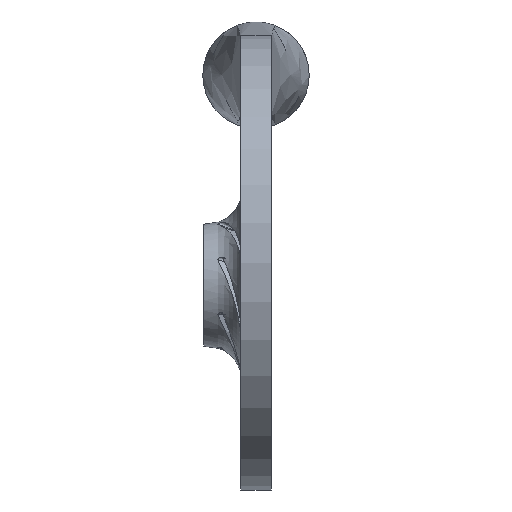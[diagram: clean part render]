
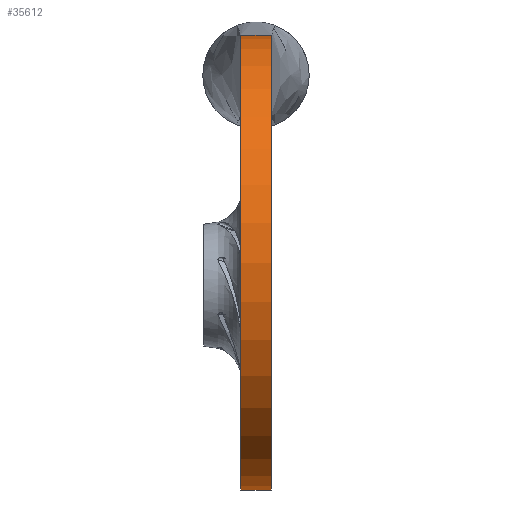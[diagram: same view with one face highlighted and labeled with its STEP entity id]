
A CAD part, front view. The second image highlights one B-rep face of the part: STEP entity #35612.
In plain terms, the highlighted cylindrical face has radius 213.755 mm (diameter 427.51 mm), a partial arc.
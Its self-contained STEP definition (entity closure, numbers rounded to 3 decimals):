
#35038 = CYLINDRICAL_SURFACE('',#35039,173.753);
#35039 = AXIS2_PLACEMENT_3D('',#35040,#35041,#35042);
#35040 = CARTESIAN_POINT('',(0.,-1.012,-18.75));
#35041 = DIRECTION('',(-1.,0.,0.));
#35042 = DIRECTION('',(0.,1.,0.));
#35067 = PLANE('',#35068);
#35068 = AXIS2_PLACEMENT_3D('',#35069,#35070,#35071);
#35069 = CARTESIAN_POINT('',(28.8,5.586,41.034));
#35070 = DIRECTION('',(1.,0.,0.));
#35071 = DIRECTION('',(0.,0.,1.));
#35122 = PLANE('',#35123);
#35123 = AXIS2_PLACEMENT_3D('',#35124,#35125,#35126);
#35124 = CARTESIAN_POINT('',(0.,5.586,41.034));
#35125 = DIRECTION('',(-1.,0.,0.));
#35126 = DIRECTION('',(0.,0.,-1.));
#35143 = VERTEX_POINT('',#35144);
#35144 = CARTESIAN_POINT('',(28.8,0.,-192.5));
#35166 = EDGE_CURVE('',#35167,#35143,#35169,.T.);
#35167 = VERTEX_POINT('',#35168);
#35168 = CARTESIAN_POINT('',(0.,0.,-192.5));
#35169 = SURFACE_CURVE('',#35170,(#35174,#35181),.PCURVE_S1.);
#35170 = LINE('',#35171,#35172);
#35171 = CARTESIAN_POINT('',(0.,0.,-192.5));
#35172 = VECTOR('',#35173,1.);
#35173 = DIRECTION('',(1.,0.,0.));
#35174 = PCURVE('',#35038,#35175);
#35175 = DEFINITIONAL_REPRESENTATION('',(#35176),#35180);
#35176 = LINE('',#35177,#35178);
#35177 = CARTESIAN_POINT('',(-4.718,0.));
#35178 = VECTOR('',#35179,1.);
#35179 = DIRECTION('',(-0.,-1.));
#35180 = ( GEOMETRIC_REPRESENTATION_CONTEXT(2) 
PARAMETRIC_REPRESENTATION_CONTEXT() REPRESENTATION_CONTEXT('2D SPACE',''
  ) );
#35181 = PCURVE('',#35182,#35187);
#35182 = CYLINDRICAL_SURFACE('',#35183,213.755);
#35183 = AXIS2_PLACEMENT_3D('',#35184,#35185,#35186);
#35184 = CARTESIAN_POINT('',(0.,-1.446,21.25));
#35185 = DIRECTION('',(-1.,0.,0.));
#35186 = DIRECTION('',(0.,1.,0.));
#35187 = DEFINITIONAL_REPRESENTATION('',(#35188),#35192);
#35188 = LINE('',#35189,#35190);
#35189 = CARTESIAN_POINT('',(-4.719,0.));
#35190 = VECTOR('',#35191,1.);
#35191 = DIRECTION('',(-0.,-1.));
#35192 = ( GEOMETRIC_REPRESENTATION_CONTEXT(2) 
PARAMETRIC_REPRESENTATION_CONTEXT() REPRESENTATION_CONTEXT('2D SPACE',''
  ) );
#35396 = VERTEX_POINT('',#35397);
#35397 = CARTESIAN_POINT('',(0.,0.,235.));
#35411 = PLANE('',#35412);
#35412 = AXIS2_PLACEMENT_3D('',#35413,#35414,#35415);
#35413 = CARTESIAN_POINT('',(0.,0.,235.));
#35414 = DIRECTION('',(0.,0.,1.));
#35415 = DIRECTION('',(1.,0.,0.));
#35423 = EDGE_CURVE('',#35167,#35396,#35424,.T.);
#35424 = SURFACE_CURVE('',#35425,(#35430,#35441),.PCURVE_S1.);
#35425 = CIRCLE('',#35426,213.755);
#35426 = AXIS2_PLACEMENT_3D('',#35427,#35428,#35429);
#35427 = CARTESIAN_POINT('',(0.,-1.446,21.25));
#35428 = DIRECTION('',(1.,0.,0.));
#35429 = DIRECTION('',(0.,1.,0.));
#35430 = PCURVE('',#35122,#35431);
#35431 = DEFINITIONAL_REPRESENTATION('',(#35432),#35440);
#35432 = ( BOUNDED_CURVE() B_SPLINE_CURVE(2,(#35433,#35434,#35435,#35436
    ,#35437,#35438,#35439),.UNSPECIFIED.,.T.,.F.) 
B_SPLINE_CURVE_WITH_KNOTS((1,2,2,2,2,1),(-2.094,0.,
    2.094,4.189,6.283,8.378),
.UNSPECIFIED.) CURVE() GEOMETRIC_REPRESENTATION_ITEM() 
RATIONAL_B_SPLINE_CURVE((1.,0.5,1.,0.5,1.,0.5,1.)) REPRESENTATION_ITEM(
  '') );
#35433 = CARTESIAN_POINT('',(19.784,-206.723));
#35434 = CARTESIAN_POINT('',(-350.45,-206.723));
#35435 = CARTESIAN_POINT('',(-165.333,113.909));
#35436 = CARTESIAN_POINT('',(19.784,434.541));
#35437 = CARTESIAN_POINT('',(204.901,113.909));
#35438 = CARTESIAN_POINT('',(390.018,-206.723));
#35439 = CARTESIAN_POINT('',(19.784,-206.723));
#35440 = ( GEOMETRIC_REPRESENTATION_CONTEXT(2) 
PARAMETRIC_REPRESENTATION_CONTEXT() REPRESENTATION_CONTEXT('2D SPACE',''
  ) );
#35441 = PCURVE('',#35182,#35442);
#35442 = DEFINITIONAL_REPRESENTATION('',(#35443),#35447);
#35443 = LINE('',#35444,#35445);
#35444 = CARTESIAN_POINT('',(-0.,0.));
#35445 = VECTOR('',#35446,1.);
#35446 = DIRECTION('',(-1.,0.));
#35447 = ( GEOMETRIC_REPRESENTATION_CONTEXT(2) 
PARAMETRIC_REPRESENTATION_CONTEXT() REPRESENTATION_CONTEXT('2D SPACE',''
  ) );
#35490 = EDGE_CURVE('',#35143,#35491,#35493,.T.);
#35491 = VERTEX_POINT('',#35492);
#35492 = CARTESIAN_POINT('',(28.8,0.,235.));
#35493 = SURFACE_CURVE('',#35494,(#35499,#35506),.PCURVE_S1.);
#35494 = CIRCLE('',#35495,213.755);
#35495 = AXIS2_PLACEMENT_3D('',#35496,#35497,#35498);
#35496 = CARTESIAN_POINT('',(28.8,-1.446,21.25));
#35497 = DIRECTION('',(1.,0.,0.));
#35498 = DIRECTION('',(0.,1.,0.));
#35499 = PCURVE('',#35067,#35500);
#35500 = DEFINITIONAL_REPRESENTATION('',(#35501),#35505);
#35501 = CIRCLE('',#35502,213.755);
#35502 = AXIS2_PLACEMENT_2D('',#35503,#35504);
#35503 = CARTESIAN_POINT('',(-19.784,7.032));
#35504 = DIRECTION('',(0.,-1.));
#35505 = ( GEOMETRIC_REPRESENTATION_CONTEXT(2) 
PARAMETRIC_REPRESENTATION_CONTEXT() REPRESENTATION_CONTEXT('2D SPACE',''
  ) );
#35506 = PCURVE('',#35182,#35507);
#35507 = DEFINITIONAL_REPRESENTATION('',(#35508),#35512);
#35508 = LINE('',#35509,#35510);
#35509 = CARTESIAN_POINT('',(-0.,-28.8));
#35510 = VECTOR('',#35511,1.);
#35511 = DIRECTION('',(-1.,0.));
#35512 = ( GEOMETRIC_REPRESENTATION_CONTEXT(2) 
PARAMETRIC_REPRESENTATION_CONTEXT() REPRESENTATION_CONTEXT('2D SPACE',''
  ) );
#35612 = ADVANCED_FACE('',(#35613),#35182,.T.);
#35613 = FACE_BOUND('',#35614,.F.);
#35614 = EDGE_LOOP('',(#35615,#35616,#35617,#35638));
#35615 = ORIENTED_EDGE('',*,*,#35166,.T.);
#35616 = ORIENTED_EDGE('',*,*,#35490,.T.);
#35617 = ORIENTED_EDGE('',*,*,#35618,.F.);
#35618 = EDGE_CURVE('',#35396,#35491,#35619,.T.);
#35619 = SURFACE_CURVE('',#35620,(#35624,#35631),.PCURVE_S1.);
#35620 = LINE('',#35621,#35622);
#35621 = CARTESIAN_POINT('',(0.,0.,235.));
#35622 = VECTOR('',#35623,1.);
#35623 = DIRECTION('',(1.,0.,0.));
#35624 = PCURVE('',#35182,#35625);
#35625 = DEFINITIONAL_REPRESENTATION('',(#35626),#35630);
#35626 = LINE('',#35627,#35628);
#35627 = CARTESIAN_POINT('',(-7.847,0.));
#35628 = VECTOR('',#35629,1.);
#35629 = DIRECTION('',(-0.,-1.));
#35630 = ( GEOMETRIC_REPRESENTATION_CONTEXT(2) 
PARAMETRIC_REPRESENTATION_CONTEXT() REPRESENTATION_CONTEXT('2D SPACE',''
  ) );
#35631 = PCURVE('',#35411,#35632);
#35632 = DEFINITIONAL_REPRESENTATION('',(#35633),#35637);
#35633 = LINE('',#35634,#35635);
#35634 = CARTESIAN_POINT('',(0.,0.));
#35635 = VECTOR('',#35636,1.);
#35636 = DIRECTION('',(1.,0.));
#35637 = ( GEOMETRIC_REPRESENTATION_CONTEXT(2) 
PARAMETRIC_REPRESENTATION_CONTEXT() REPRESENTATION_CONTEXT('2D SPACE',''
  ) );
#35638 = ORIENTED_EDGE('',*,*,#35423,.F.);
